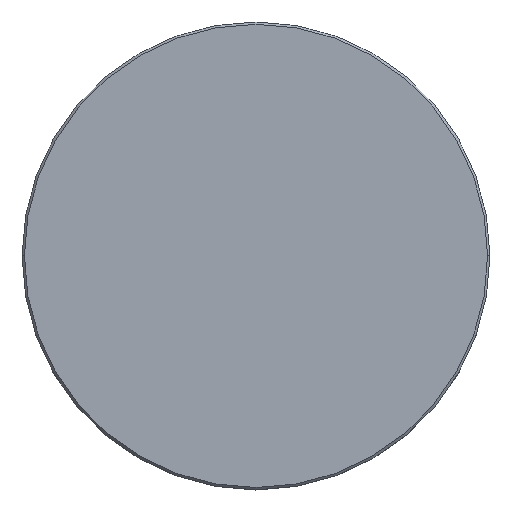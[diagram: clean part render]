
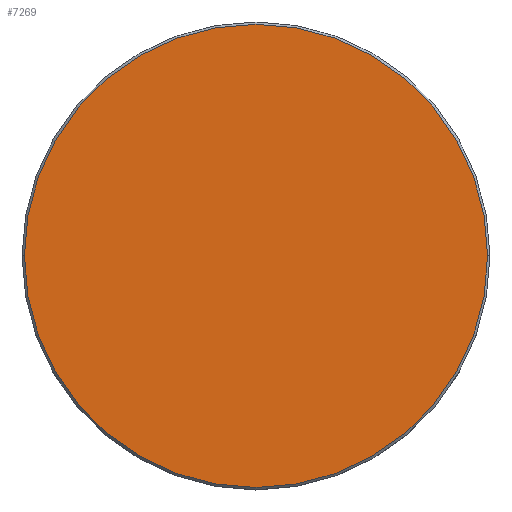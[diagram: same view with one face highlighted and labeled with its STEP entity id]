
A CAD part, top view. The second image highlights one B-rep face of the part: STEP entity #7269.
In plain terms, the highlighted planar face has unit normal (0, 0, 1).
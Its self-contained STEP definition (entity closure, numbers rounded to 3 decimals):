
#109 = DIRECTION ( 'NONE',  ( 0., 0., 1. ) ) ;
#111 = CIRCLE ( 'NONE', #4546, 25.15 ) ;
#1149 = FACE_OUTER_BOUND ( 'NONE', #8592, .T. ) ;
#1179 = ORIENTED_EDGE ( 'NONE', *, *, #6388, .T. ) ;
#1209 = CARTESIAN_POINT ( 'NONE',  ( -25.15, 0., 6. ) ) ;
#1452 = VERTEX_POINT ( 'NONE', #1209 ) ;
#1559 = PLANE ( 'NONE',  #2153 ) ;
#2098 = DIRECTION ( 'NONE',  ( 0., 0., 1. ) ) ;
#2153 = AXIS2_PLACEMENT_3D ( 'NONE', #4630, #109, #5369 ) ;
#2803 = CARTESIAN_POINT ( 'NONE',  ( 0., 0., 6. ) ) ;
#2908 = EDGE_CURVE ( 'NONE', #7876, #1452, #8384, .T. ) ;
#3419 = AXIS2_PLACEMENT_3D ( 'NONE', #6594, #2098, #7341 ) ;
#3455 = ORIENTED_EDGE ( 'NONE', *, *, #2908, .T. ) ;
#3558 = DIRECTION ( 'NONE',  ( 1., 0., 0. ) ) ;
#4546 = AXIS2_PLACEMENT_3D ( 'NONE', #2803, #8035, #3558 ) ;
#4630 = CARTESIAN_POINT ( 'NONE',  ( 0., 0., 6. ) ) ;
#5067 = CARTESIAN_POINT ( 'NONE',  ( 25.15, 0., 6. ) ) ;
#5369 = DIRECTION ( 'NONE',  ( 1., 0., 0. ) ) ;
#6388 = EDGE_CURVE ( 'NONE', #1452, #7876, #111, .T. ) ;
#6594 = CARTESIAN_POINT ( 'NONE',  ( 0., 0., 6. ) ) ;
#7269 = ADVANCED_FACE ( 'NONE', ( #1149 ), #1559, .T. ) ;
#7341 = DIRECTION ( 'NONE',  ( 1., 0., 0. ) ) ;
#7876 = VERTEX_POINT ( 'NONE', #5067 ) ;
#8035 = DIRECTION ( 'NONE',  ( 0., 0., 1. ) ) ;
#8384 = CIRCLE ( 'NONE', #3419, 25.15 ) ;
#8592 = EDGE_LOOP ( 'NONE', ( #1179, #3455 ) ) ;
